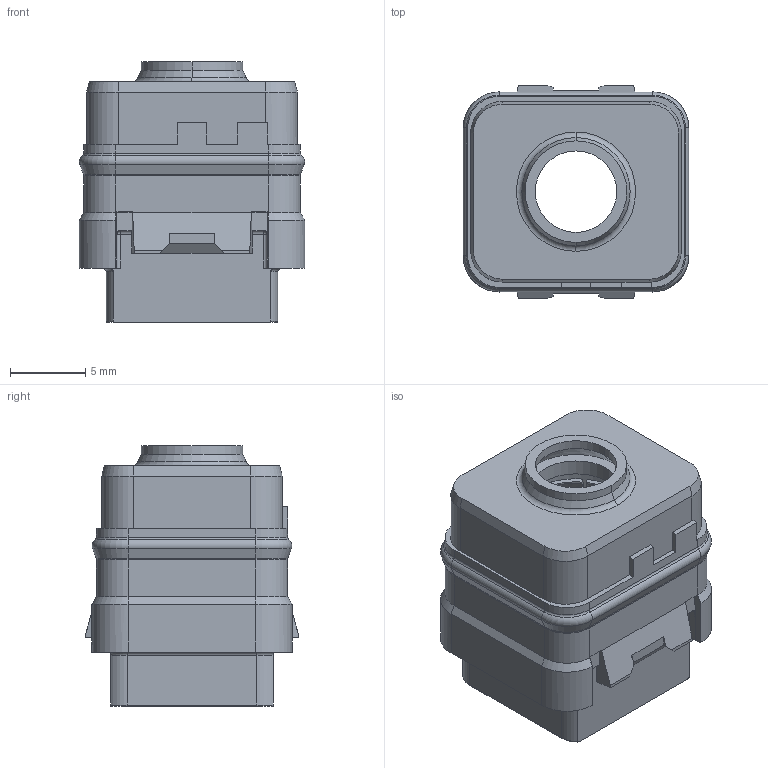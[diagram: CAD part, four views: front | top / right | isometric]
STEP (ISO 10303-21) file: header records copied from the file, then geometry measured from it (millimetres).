
FILE_DESCRIPTION((''),'2;1');
FILE_NAME('SIME0108PC','2020-01-13T',('presta_be4'),(''),'CREO PARAMETRIC BY PTC INC, 2018360','CREO PARAMETRIC BY PTC INC, 2018360','');
FILE_SCHEMA(('CONFIG_CONTROL_DESIGN'));
Length unit declared in the file: millimetre
Products named in the file (1): SIME0108PC
Bounding box: 15 x 14.15 x 17.33 mm (x, y, z)
Volume: 1732.9 mm3; surface area: 1888.7 mm2
Topology: 1 solids, 1 shells, 325 faces, 841 edges, 524 vertices
Faces by surface type: plane 154, cylinder 79, torus 52, cone 35, sphere 4, bspline 1
Entity records: 10168 total; most frequent: CARTESIAN_POINT 2160, ORIENTED_EDGE 1682, DIRECTION 1677, EDGE_CURVE 841, AXIS2_PLACEMENT_3D 596, VERTEX_POINT 524, VECTOR 485, LINE 485
